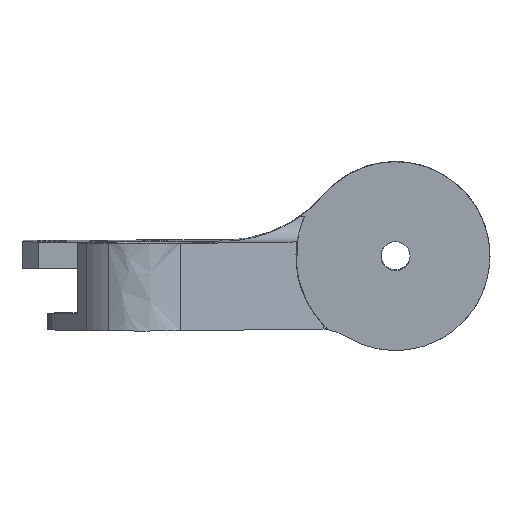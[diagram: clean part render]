
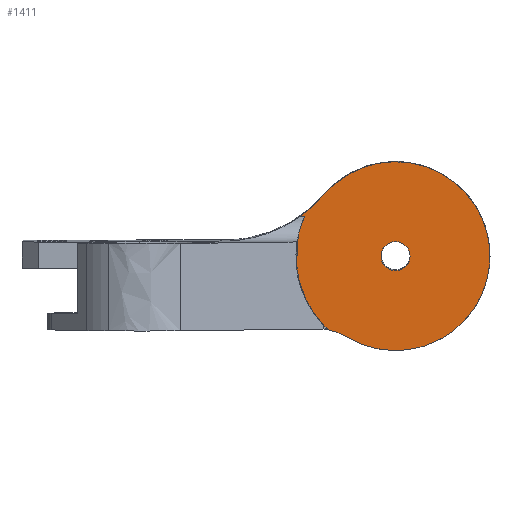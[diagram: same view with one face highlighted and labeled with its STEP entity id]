
A CAD part, top view. The second image highlights one B-rep face of the part: STEP entity #1411.
In plain terms, the highlighted planar face has unit normal (-0.002, -0.017, 1).
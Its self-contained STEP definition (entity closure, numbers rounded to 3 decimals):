
#56=FACE_BOUND('',#164,.T.);
#89=FACE_OUTER_BOUND('',#163,.T.);
#163=EDGE_LOOP('',(#1052,#1053,#1054,#1055,#1056,#1057,#1058));
#164=EDGE_LOOP('',(#1059));
#227=LINE('',#1990,#355);
#238=LINE('',#2050,#366);
#269=LINE('',#2428,#397);
#355=VECTOR('',#1603,10.);
#366=VECTOR('',#1634,10.);
#397=VECTOR('',#1727,10.);
#494=CIRCLE('',#1495,11.4);
#500=CIRCLE('',#1511,1.75);
#502=CIRCLE('',#1516,12.);
#537=B_SPLINE_CURVE_WITH_KNOTS('',3,(#2111,#2112,#2113,#2114),
 .UNSPECIFIED.,.F.,.F.,(4,4),(0.,0.383),.UNSPECIFIED.);
#548=B_SPLINE_CURVE_WITH_KNOTS('',3,(#2298,#2299,#2300,#2301),
 .UNSPECIFIED.,.F.,.F.,(4,4),(0.998,1.383),
 .UNSPECIFIED.);
#570=VERTEX_POINT('',#1984);
#571=VERTEX_POINT('',#1989);
#587=VERTEX_POINT('',#2025);
#590=VERTEX_POINT('',#2039);
#603=VERTEX_POINT('',#2106);
#612=VERTEX_POINT('',#2297);
#636=VERTEX_POINT('',#2411);
#640=VERTEX_POINT('',#2426);
#716=EDGE_CURVE('',#571,#570,#227,.T.);
#737=EDGE_CURVE('',#590,#587,#238,.T.);
#751=EDGE_CURVE('',#603,#570,#537,.T.);
#764=EDGE_CURVE('',#587,#612,#548,.T.);
#769=EDGE_CURVE('',#603,#612,#494,.T.);
#798=EDGE_CURVE('',#636,#636,#500,.F.);
#805=EDGE_CURVE('',#640,#590,#502,.T.);
#806=EDGE_CURVE('',#640,#571,#269,.F.);
#1052=ORIENTED_EDGE('',*,*,#805,.F.);
#1053=ORIENTED_EDGE('',*,*,#806,.T.);
#1054=ORIENTED_EDGE('',*,*,#716,.T.);
#1055=ORIENTED_EDGE('',*,*,#751,.F.);
#1056=ORIENTED_EDGE('',*,*,#769,.T.);
#1057=ORIENTED_EDGE('',*,*,#764,.F.);
#1058=ORIENTED_EDGE('',*,*,#737,.F.);
#1059=ORIENTED_EDGE('',*,*,#798,.T.);
#1358=PLANE('',#1515);
#1411=ADVANCED_FACE('',(#89,#56),#1358,.T.);
#1495=AXIS2_PLACEMENT_3D('',#2315,#1659,#1660);
#1511=AXIS2_PLACEMENT_3D('',#2413,#1710,#1711);
#1515=AXIS2_PLACEMENT_3D('',#2425,#1723,#1724);
#1516=AXIS2_PLACEMENT_3D('',#2427,#1725,#1726);
#1603=DIRECTION('',(1.,0.,0.002));
#1634=DIRECTION('',(-1.,0.,-0.002));
#1659=DIRECTION('center_axis',(-0.002,-0.017,
1.));
#1660=DIRECTION('ref_axis',(1.,0.,0.002));
#1710=DIRECTION('center_axis',(-0.002,-0.017,
1.));
#1711=DIRECTION('ref_axis',(1.,0.,0.002));
#1723=DIRECTION('center_axis',(-0.002,-0.017,
1.));
#1724=DIRECTION('ref_axis',(0.,1.,0.017));
#1725=DIRECTION('center_axis',(0.002,0.017,-1.));
#1726=DIRECTION('ref_axis',(1.,0.,0.002));
#1727=DIRECTION('',(0.,1.,0.017));
#1984=CARTESIAN_POINT('',(0.88,113.599,41.232));
#1989=CARTESIAN_POINT('',(0.47,113.599,41.231));
#1990=CARTESIAN_POINT('',(-10.448,113.6,41.205));
#2025=CARTESIAN_POINT('',(-1.041,127.146,41.457));
#2039=CARTESIAN_POINT('',(-0.547,127.146,41.458));
#2050=CARTESIAN_POINT('',(-12.773,127.147,41.429));
#2106=CARTESIAN_POINT('',(4.516,112.581,41.223));
#2111=CARTESIAN_POINT('Ctrl Pts',(4.516,112.581,41.223));
#2112=CARTESIAN_POINT('Ctrl Pts',(3.427,113.243,41.231));
#2113=CARTESIAN_POINT('Ctrl Pts',(2.154,113.599,41.234));
#2114=CARTESIAN_POINT('Ctrl Pts',(0.88,113.599,41.232));
#2297=CARTESIAN_POINT('',(1.782,129.736,41.507));
#2298=CARTESIAN_POINT('Ctrl Pts',(-1.043,127.149,41.457));
#2299=CARTESIAN_POINT('Ctrl Pts',(-0.003,127.895,
41.472));
#2300=CARTESIAN_POINT('Ctrl Pts',(0.949,128.764,41.489));
#2301=CARTESIAN_POINT('Ctrl Pts',(1.782,129.736,41.507));
#2315=CARTESIAN_POINT('Origin',(10.439,122.32,41.401));
#2411=CARTESIAN_POINT('',(8.689,122.32,41.397));
#2413=CARTESIAN_POINT('Origin',(10.439,122.32,41.401));
#2425=CARTESIAN_POINT('Origin',(-3.478,130.746,41.512));
#2426=CARTESIAN_POINT('',(0.47,115.641,41.265));
#2427=CARTESIAN_POINT('Origin',(10.439,122.32,41.401));
#2428=CARTESIAN_POINT('',(0.47,115.266,41.259));
